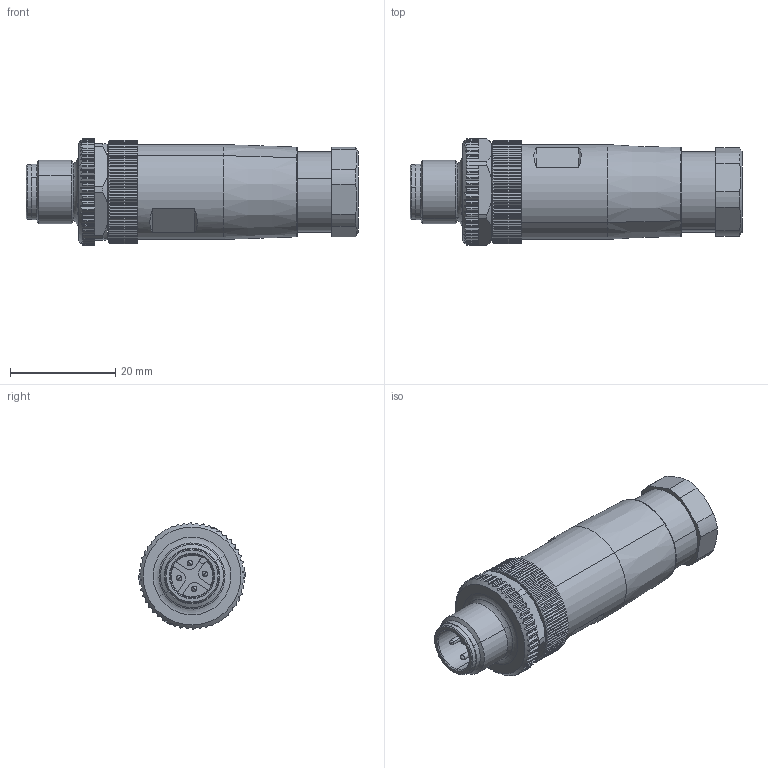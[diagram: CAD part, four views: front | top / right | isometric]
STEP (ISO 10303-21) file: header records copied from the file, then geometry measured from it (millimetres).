
FILE_DESCRIPTION((''),'2;1');
FILE_NAME('DM_CAD-1105A','2017-04-13T',('creinig-se'),(''),'PRO/ENGINEER BY PARAMETRIC TECHNOLOGY CORPORATION, 2015440','PRO/ENGINEER BY PARAMETRIC TECHNOLOGY CORPORATION, 2015440','');
FILE_SCHEMA(('CONFIG_CONTROL_DESIGN'));
Length unit declared in the file: millimetre
Products named in the file (1): DM_CAD-1105A
Bounding box: 63 x 20.2 x 20.19 mm (x, y, z)
Volume: 13612.4 mm3; surface area: 4626.1 mm2
Topology: 1 solids, 1 shells, 640 faces, 1922 edges, 1290 vertices
Faces by surface type: plane 361, cylinder 237, cone 26, sphere 8, torus 8
Entity records: 29462 total; most frequent: CARTESIAN_POINT 6206, ORIENTED_EDGE 3828, DIRECTION 3206, PRESENTATION_STYLE_ASSIGNMENT 1966, STYLED_ITEM 1916, CURVE_STYLE 1915, EDGE_CURVE 1914, VERTEX_POINT 1290
